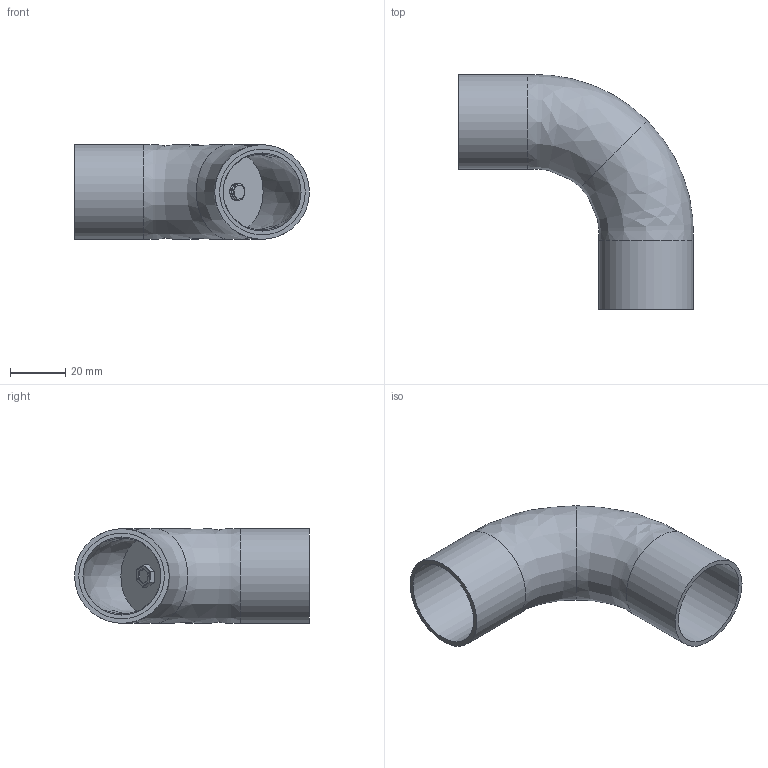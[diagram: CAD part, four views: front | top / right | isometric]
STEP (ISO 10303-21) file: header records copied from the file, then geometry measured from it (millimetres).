
FILE_DESCRIPTION(/* description */ (''),/* implementation_level */ '2;1');
FILE_NAME(/* name */ 'Stecksystemme_X85.stp',/* time_stamp */ '2017-08-11T12:30:14+02:00',/* author */ (''),/* organization */ (''),/* preprocessor_version */ 'ST-DEVELOPER v16',/* originating_system */ 'SIEMENS PLM Software NX 11.0',/* authorisation */ '');
FILE_SCHEMA (('AUTOMOTIVE_DESIGN { 1 0 10303 214 3 1 1 1 }'));
Length unit declared in the file: millimetre
Products named in the file (1): Goge38A47EB9imzo
Bounding box: 85 x 85 x 34.25 mm (x, y, z)
Volume: 32467.9 mm3; surface area: 25265.8 mm2
Topology: 1 solids, 1 shells, 59 faces, 129 edges, 74 vertices
Faces by surface type: plane 25, cylinder 21, bspline 13
Full cylindrical faces by diameter (mm): 6 x1, 28.269 x2, 31 x2, 34.247 x2
Entity records: 12543 total; most frequent: CARTESIAN_POINT 11369, DIRECTION 227, ORIENTED_EDGE 218, EDGE_CURVE 109, AXIS2_PLACEMENT_3D 89, EDGE_LOOP 78, VERTEX_POINT 71, ADVANCED_FACE 59
